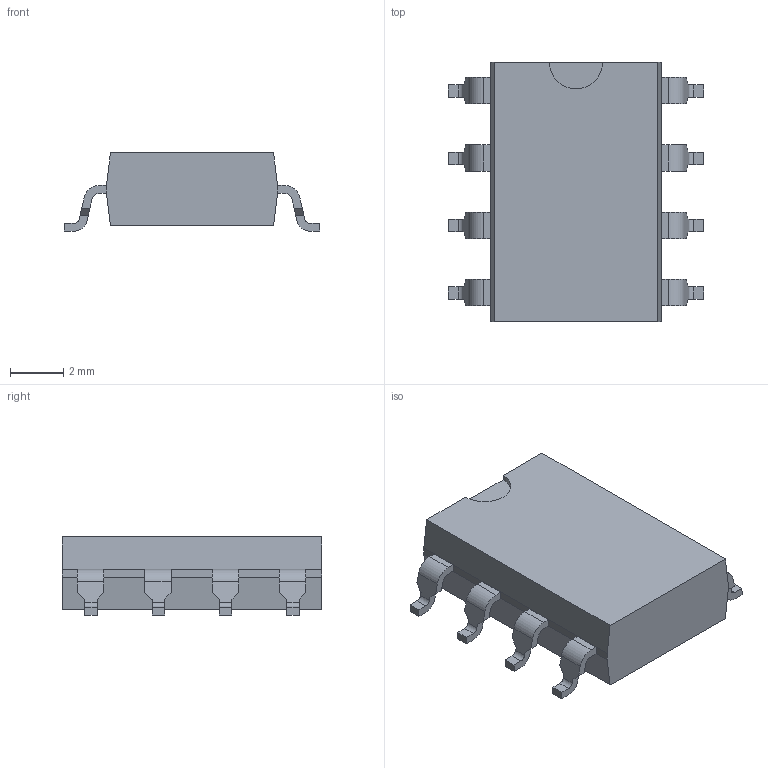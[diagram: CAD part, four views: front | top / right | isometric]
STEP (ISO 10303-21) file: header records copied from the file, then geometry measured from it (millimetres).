
FILE_DESCRIPTION((''),'2;1');
FILE_NAME('PANASONIC_AQW21_EH(SM).stp','2011-09-27T17:12:00',(''),(''),'Mechanical Desktop 2011','Mechanical Desktop 2011',', , ');
FILE_SCHEMA(('AUTOMOTIVE_DESIGN { 1 2 10303 214 1 1 1 1 }'));
Length unit declared in the file: millimetre
Products named in the file (1): Product
Bounding box: 9.62 x 9.78 x 2.95 mm (x, y, z)
Volume: 174.2 mm3; surface area: 256.4 mm2
Topology: 9 solids, 9 shells, 164 faces, 438 edges, 292 vertices
Faces by surface type: bspline 76, plane 71, cylinder 17
Entity records: 5320 total; most frequent: CARTESIAN_POINT 1347, ORIENTED_EDGE 876, DIRECTION 682, EDGE_CURVE 438, VECTOR 372, LINE 372, VERTEX_POINT 292, EDGE_LOOP 164
